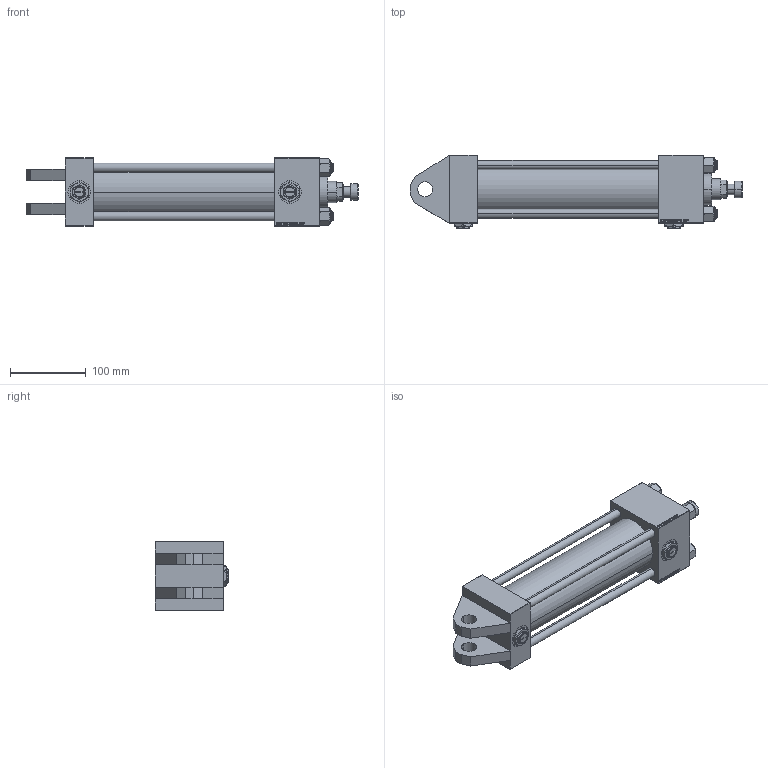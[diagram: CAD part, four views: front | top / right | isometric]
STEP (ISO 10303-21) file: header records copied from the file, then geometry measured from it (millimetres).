
FILE_DESCRIPTION (( 'STEP AP203' ), '1' );
FILE_NAME ('05e7.STEP', '2022-04-16T03:01:24', ( '' ), ( '' ), 'SwSTEP 2.0', 'SolidWorks 2019', '' );
FILE_SCHEMA (( 'CONFIG_CONTROL_DESIGN' ));
Length unit declared in the file: millimetre
Products named in the file (8): V215CR_VCP_H 72588fb31dad972d5a2a9b5d78a3016a; Zatka_pro_OIL_PORT 72588fb31dad972d5a2a9b5d78a3016a; 05e7; NUT_M5_H 72588fb31dad972d5a2a9b5d78a3016a; V215CR_TYCINKA_H 72588fb31dad972d5a2a9b5d78a3016a; V215_VC_A 72588fb31dad972d5a2a9b5d78a3016a; V215CR_ROD_END_W 72588fb31dad972d5a2a9b5d78a3016a; V215CR_H_Body 72588fb31dad972d5a2a9b5d78a3016a
Assembly tree (14 placements, depth 2):
  05e7
    V215CR_H_Body 72588fb31dad972d5a2a9b5d78a3016a
    V215CR_VCP_H 72588fb31dad972d5a2a9b5d78a3016a
    V215CR_TYCINKA_H 72588fb31dad972d5a2a9b5d78a3016a  x4
    NUT_M5_H 72588fb31dad972d5a2a9b5d78a3016a  x4
    V215_VC_A 72588fb31dad972d5a2a9b5d78a3016a
    V215CR_ROD_END_W 72588fb31dad972d5a2a9b5d78a3016a
    Zatka_pro_OIL_PORT 72588fb31dad972d5a2a9b5d78a3016a  x2
Bounding box: 439 x 97 x 90 mm (x, y, z)
Volume: 1343346.8 mm3; surface area: 321705 mm2
Topology: 14 solids, 14 shells, 1244 faces, 3100 edges, 1999 vertices
Faces by surface type: plane 570, bspline 392, cone 172, cylinder 98, torus 12
Entity records: 52283 total; most frequent: CARTESIAN_POINT 27748, ORIENTED_EDGE 5500, DIRECTION 3538, EDGE_CURVE 2750, VERTEX_POINT 1797, VECTOR 1626, LINE 1626, EDGE_LOOP 1215
